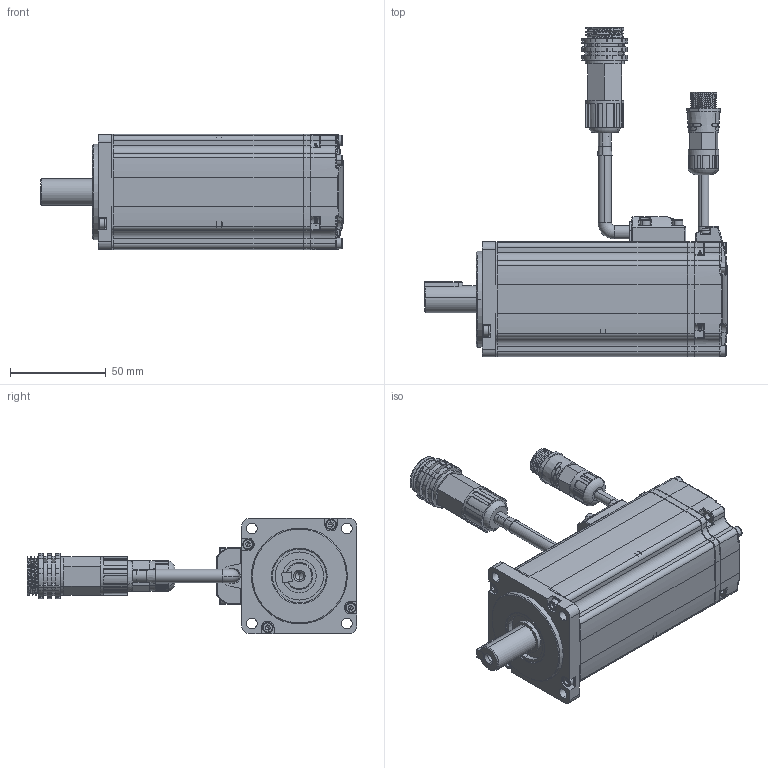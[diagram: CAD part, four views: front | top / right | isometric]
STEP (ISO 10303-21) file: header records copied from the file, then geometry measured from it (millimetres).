
FILE_DESCRIPTION (( 'STEP AP203' ), '1' );
FILE_NAME ('MXL-04A0630LA242.STEP', '2022-08-03T04:52:27', ( '' ), ( '' ), 'SwSTEP 2.0', 'SolidWorks 2018', '' );
FILE_SCHEMA (( 'CONFIG_CONTROL_DESIGN' ));
Products named in the file (1): MXL-04A0630LA242
Bounding box: 158 x 171.99 x 60 mm (x, y, z)
Volume: 183874.7 mm3; surface area: 111546.5 mm2
Topology: 61 solids, 61 shells, 2158 faces, 5160 edges, 3158 vertices
Faces by surface type: plane 860, cylinder 701, cone 213, bspline 189, torus 156, sphere 39
Entity records: 84754 total; most frequent: CARTESIAN_POINT 35184, DIRECTION 10554, ORIENTED_EDGE 10164, EDGE_CURVE 5082, AXIS2_PLACEMENT_3D 4087, VERTEX_POINT 3158, LINE 2380, VECTOR 2380
